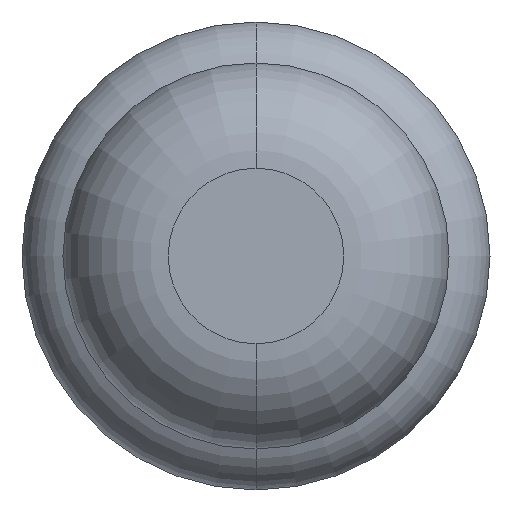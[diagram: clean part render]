
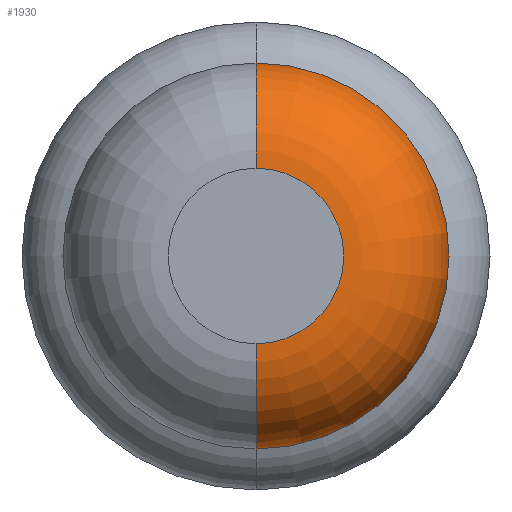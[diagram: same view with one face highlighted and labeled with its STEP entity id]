
A CAD part, front view. The second image highlights one B-rep face of the part: STEP entity #1930.
In plain terms, the highlighted toroidal (fillet/blend) face has major radius 0.375 mm and minor radius 0.45 mm.
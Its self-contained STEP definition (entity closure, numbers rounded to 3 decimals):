
#334 = AXIS2_PLACEMENT_3D ( 'NONE', #2269, #1915, #3517 ) ;
#343 = ORIENTED_EDGE ( 'NONE', *, *, #2123, .T. ) ;
#576 = DIRECTION ( 'NONE',  ( 0., 0., 1. ) ) ;
#763 = CARTESIAN_POINT ( 'NONE',  ( 0., -27.4, 0.375 ) ) ;
#792 = CARTESIAN_POINT ( 'NONE',  ( 0., -26.95, 0.825 ) ) ;
#864 = EDGE_CURVE ( 'Defeature ausgef�hrt1_6+Defeature ausgef�hrt1_5+Defeature ausgef�hrt1_5+Defeature ausgef�hrt1_5', #3181, #3356, #4002, .T. ) ;
#967 = AXIS2_PLACEMENT_3D ( 'NONE', #3543, #2320, #1994 ) ;
#1019 = DIRECTION ( 'NONE',  ( 0., 0., -1. ) ) ;
#1093 = EDGE_CURVE ( 'NONE', #3240, #3356, #1975, .T. ) ;
#1146 = AXIS2_PLACEMENT_3D ( 'NONE', #2440, #1781, #576 ) ;
#1196 = AXIS2_PLACEMENT_3D ( 'NONE', #3951, #2734, #3670 ) ;
#1271 = AXIS2_PLACEMENT_3D ( 'NONE', #2260, #3773, #1019 ) ;
#1781 = DIRECTION ( 'NONE',  ( 0., 1., 0. ) ) ;
#1915 = DIRECTION ( 'NONE',  ( 0., 1., 0. ) ) ;
#1930 = ADVANCED_FACE ( 'Defeature ausgef�hrt1_5', ( #3632 ), #2201, .T. ) ;
#1975 = CIRCLE ( 'NONE', #1271, 0.45 ) ;
#1988 = CARTESIAN_POINT ( 'NONE',  ( 0., -27.4, -0.375 ) ) ;
#1994 = DIRECTION ( 'NONE',  ( 0., 0., 1. ) ) ;
#2064 = CIRCLE ( 'NONE', #967, 0.375 ) ;
#2123 = EDGE_CURVE ( 'Defeature ausgef�hrt1_5+Defeature ausgef�hrt1_4+Defeature ausgef�hrt1_4+Defeature ausgef�hrt1_4', #2147, #3240, #2064, .T. ) ;
#2147 = VERTEX_POINT ( 'NONE', #763 ) ;
#2201 = TOROIDAL_SURFACE ( 'NONE', #334, 0.375, 0.45 ) ;
#2247 = ORIENTED_EDGE ( 'NONE', *, *, #864, .F. ) ;
#2260 = CARTESIAN_POINT ( 'NONE',  ( 0., -26.95, -0.375 ) ) ;
#2269 = CARTESIAN_POINT ( 'NONE',  ( 0., -26.95, 0. ) ) ;
#2320 = DIRECTION ( 'NONE',  ( 0., 1., 0. ) ) ;
#2440 = CARTESIAN_POINT ( 'NONE',  ( 0., -26.95, 0. ) ) ;
#2684 = CIRCLE ( 'NONE', #1196, 0.45 ) ;
#2734 = DIRECTION ( 'NONE',  ( -1., 0., 0. ) ) ;
#2903 = EDGE_LOOP ( 'NONE', ( #343, #2994, #2247, #3959 ) ) ;
#2994 = ORIENTED_EDGE ( 'NONE', *, *, #1093, .T. ) ;
#3014 = CARTESIAN_POINT ( 'NONE',  ( 0., -26.95, -0.825 ) ) ;
#3181 = VERTEX_POINT ( 'NONE', #792 ) ;
#3240 = VERTEX_POINT ( 'NONE', #1988 ) ;
#3344 = EDGE_CURVE ( 'NONE', #2147, #3181, #2684, .T. ) ;
#3356 = VERTEX_POINT ( 'NONE', #3014 ) ;
#3517 = DIRECTION ( 'NONE',  ( 0., 0., 1. ) ) ;
#3543 = CARTESIAN_POINT ( 'NONE',  ( 0., -27.4, 0. ) ) ;
#3632 = FACE_OUTER_BOUND ( 'NONE', #2903, .T. ) ;
#3670 = DIRECTION ( 'NONE',  ( 0., 0., 1. ) ) ;
#3773 = DIRECTION ( 'NONE',  ( 1., 0., 0. ) ) ;
#3951 = CARTESIAN_POINT ( 'NONE',  ( 0., -26.95, 0.375 ) ) ;
#3959 = ORIENTED_EDGE ( 'NONE', *, *, #3344, .F. ) ;
#4002 = CIRCLE ( 'NONE', #1146, 0.825 ) ;
